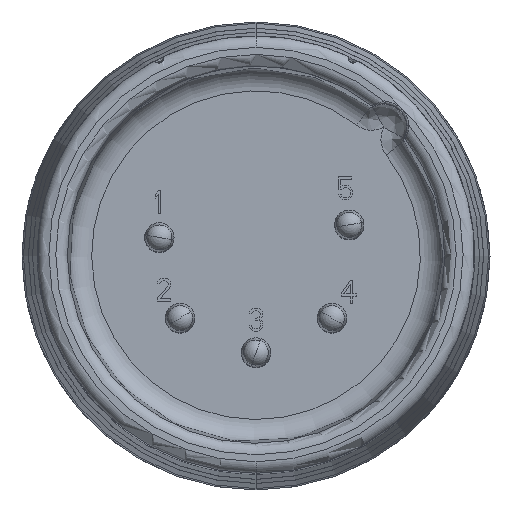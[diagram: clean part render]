
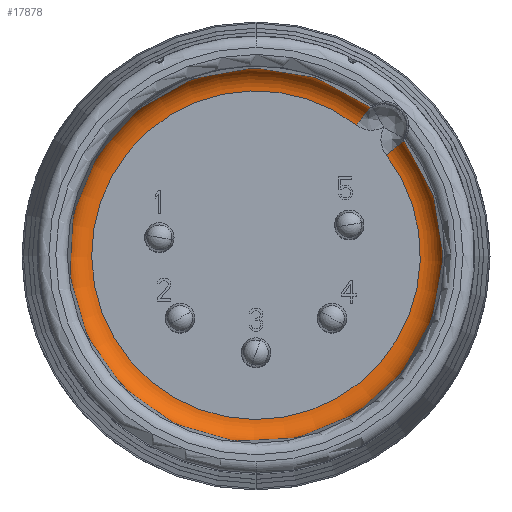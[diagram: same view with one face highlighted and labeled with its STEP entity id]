
A CAD part, top view. The second image highlights one B-rep face of the part: STEP entity #17878.
In plain terms, the highlighted toroidal (fillet/blend) face has major radius 7.139 mm and minor radius 0.99 mm.
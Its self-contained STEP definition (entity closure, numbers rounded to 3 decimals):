
#3646=CARTESIAN_POINT('',(0.,0.,0.985));
#3647=DIRECTION('',(0.,0.,1.));
#3648=DIRECTION('',(0.611,0.792,0.));
#3649=AXIS2_PLACEMENT_3D('',#3646,#3647,#3648);
#3651=CARTESIAN_POINT('',(4.964,6.438,0.985));
#3652=CARTESIAN_POINT('',(4.964,6.437,0.899));
#3653=CARTESIAN_POINT('',(4.949,6.419,0.727));
#3654=CARTESIAN_POINT('',(4.888,6.339,0.486));
#3655=CARTESIAN_POINT('',(4.791,6.213,0.28));
#3656=CARTESIAN_POINT('',(4.664,6.049,0.122));
#3657=CARTESIAN_POINT('',(4.517,5.858,0.023));
#3658=CARTESIAN_POINT('',(4.412,5.722,0.));
#3659=CARTESIAN_POINT('',(4.359,5.654,0.));
#3661=CARTESIAN_POINT('',(0.,0.,0.));
#3662=DIRECTION('',(0.,0.,1.));
#3663=DIRECTION('',(0.611,0.792,0.));
#3664=AXIS2_PLACEMENT_3D('',#3661,#3662,#3663);
#3666=CARTESIAN_POINT('',(5.654,4.359,0.99));
#3667=DIRECTION('',(0.611,-0.792,0.));
#3668=DIRECTION('',(0.,0.,-1.));
#3669=AXIS2_PLACEMENT_3D('',#3666,#3667,#3668);
#13336=CARTESIAN_POINT('',(4.964,6.438,
0.985));
#13337=CARTESIAN_POINT('',(6.438,4.964,
0.985));
#13338=VERTEX_POINT('',#13336);
#13339=VERTEX_POINT('',#13337);
#13340=CARTESIAN_POINT('',(4.359,5.654,0.));
#13341=CARTESIAN_POINT('',(5.654,4.359,0.));
#13342=VERTEX_POINT('',#13340);
#13343=VERTEX_POINT('',#13341);
#17864=CARTESIAN_POINT('',(0.,0.,0.99));
#17865=DIRECTION('',(0.,0.,-1.));
#17866=DIRECTION('',(0.705,0.709,0.));
#17867=AXIS2_PLACEMENT_3D('',#17864,#17865,#17866);
#17868=TOROIDAL_SURFACE('',#17867,7.139,0.99);
#17870=ORIENTED_EDGE('',*,*,#17869,.F.);
#17872=ORIENTED_EDGE('',*,*,#17871,.T.);
#17873=ORIENTED_EDGE('',*,*,#17514,.T.);
#17875=ORIENTED_EDGE('',*,*,#17874,.T.);
#17876=EDGE_LOOP('',(#17870,#17872,#17873,#17875));
#17877=FACE_OUTER_BOUND('',#17876,.F.);
#17878=ADVANCED_FACE('',(#17877),#17868,.F.);
#3650=CIRCLE('',#3649,8.129);
#3660=B_SPLINE_CURVE_WITH_KNOTS('',3,(#3651,#3652,#3653,#3654,#3655,#3656,#3657,
#3658,#3659),.UNSPECIFIED.,.F.,.F.,(4,1,1,1,1,1,4),(0.,0.167,
0.333,0.5,0.667,0.833,1.),
.UNSPECIFIED.);
#3665=CIRCLE('',#3664,7.139);
#3670=CIRCLE('',#3669,0.99);
#17514=EDGE_CURVE('',#13342,#13343,#3665,.T.);
#17869=EDGE_CURVE('',#13338,#13339,#3650,.T.);
#17871=EDGE_CURVE('',#13338,#13342,#3660,.T.);
#17874=EDGE_CURVE('',#13343,#13339,#3670,.T.);
